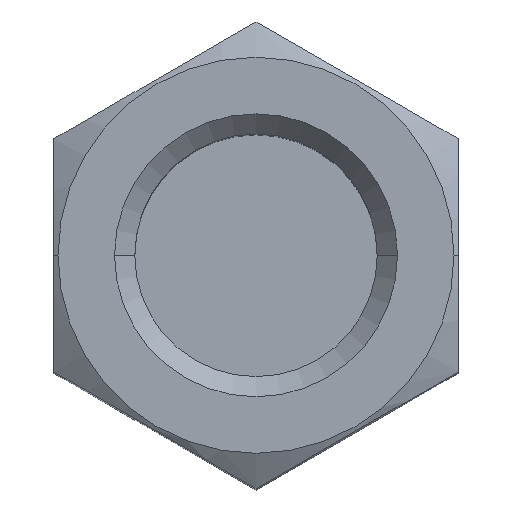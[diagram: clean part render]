
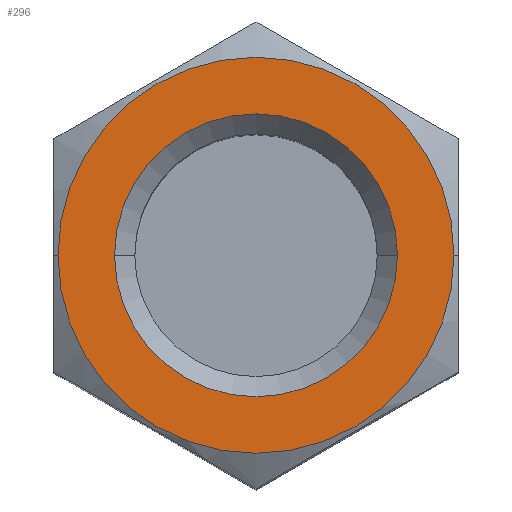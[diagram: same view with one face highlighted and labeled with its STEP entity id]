
A CAD part, top view. The second image highlights one B-rep face of the part: STEP entity #296.
In plain terms, the highlighted planar face has unit normal (0, 0, 1).
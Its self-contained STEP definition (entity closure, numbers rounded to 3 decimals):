
#4 = AXIS2_PLACEMENT_3D ( 'NONE', #58, #649, #958 ) ;
#10 = EDGE_CURVE ( 'NONE', #693, #886, #849, .T. ) ;
#11 = CARTESIAN_POINT ( 'NONE',  ( 0., 0., 20. ) ) ;
#36 = CIRCLE ( 'NONE', #532, 4.9 ) ;
#49 = ORIENTED_EDGE ( 'NONE', *, *, #231, .F. ) ;
#58 = CARTESIAN_POINT ( 'NONE',  ( 0., 0., 20. ) ) ;
#63 = FACE_OUTER_BOUND ( 'NONE', #918, .T. ) ;
#82 = EDGE_CURVE ( 'NONE', #569, #220, #201, .T. ) ;
#91 = DIRECTION ( 'NONE',  ( 0., 0., 1. ) ) ;
#116 = AXIS2_PLACEMENT_3D ( 'NONE', #275, #854, #192 ) ;
#130 = ORIENTED_EDGE ( 'NONE', *, *, #82, .T. ) ;
#132 = EDGE_LOOP ( 'NONE', ( #49, #593 ) ) ;
#145 = DIRECTION ( 'NONE',  ( 1., 0., 0. ) ) ;
#176 = CARTESIAN_POINT ( 'NONE',  ( 4.9, 0., 20. ) ) ;
#192 = DIRECTION ( 'NONE',  ( -1., 0., 0. ) ) ;
#201 = CIRCLE ( 'NONE', #4, 4.9 ) ;
#220 = VERTEX_POINT ( 'NONE', #176 ) ;
#231 = EDGE_CURVE ( 'NONE', #886, #693, #462, .T. ) ;
#263 = FACE_BOUND ( 'NONE', #132, .T. ) ;
#275 = CARTESIAN_POINT ( 'NONE',  ( 0., -5.774, 20. ) ) ;
#296 = ADVANCED_FACE ( 'NONE', ( #263, #63 ), #574, .F. ) ;
#330 = DIRECTION ( 'NONE',  ( 0., 0., 1. ) ) ;
#347 = ORIENTED_EDGE ( 'NONE', *, *, #733, .T. ) ;
#462 = CIRCLE ( 'NONE', #665, 3.5 ) ;
#473 = DIRECTION ( 'NONE',  ( 1., 0., 0. ) ) ;
#525 = CARTESIAN_POINT ( 'NONE',  ( 0., 0., 20. ) ) ;
#526 = CARTESIAN_POINT ( 'NONE',  ( -4.9, 0., 20. ) ) ;
#532 = AXIS2_PLACEMENT_3D ( 'NONE', #703, #330, #839 ) ;
#553 = CARTESIAN_POINT ( 'NONE',  ( -3.5, 0., 20. ) ) ;
#569 = VERTEX_POINT ( 'NONE', #526 ) ;
#574 = PLANE ( 'NONE',  #116 ) ;
#593 = ORIENTED_EDGE ( 'NONE', *, *, #10, .F. ) ;
#643 = CARTESIAN_POINT ( 'NONE',  ( 3.5, 0., 20. ) ) ;
#649 = DIRECTION ( 'NONE',  ( 0., 0., 1. ) ) ;
#665 = AXIS2_PLACEMENT_3D ( 'NONE', #11, #91, #473 ) ;
#693 = VERTEX_POINT ( 'NONE', #553 ) ;
#703 = CARTESIAN_POINT ( 'NONE',  ( 0., 0., 20. ) ) ;
#733 = EDGE_CURVE ( 'NONE', #220, #569, #36, .T. ) ;
#801 = DIRECTION ( 'NONE',  ( 0., 0., 1. ) ) ;
#839 = DIRECTION ( 'NONE',  ( 1., 0., 0. ) ) ;
#849 = CIRCLE ( 'NONE', #919, 3.5 ) ;
#854 = DIRECTION ( 'NONE',  ( 0., 0., -1. ) ) ;
#886 = VERTEX_POINT ( 'NONE', #643 ) ;
#918 = EDGE_LOOP ( 'NONE', ( #347, #130 ) ) ;
#919 = AXIS2_PLACEMENT_3D ( 'NONE', #525, #801, #145 ) ;
#958 = DIRECTION ( 'NONE',  ( 1., 0., 0. ) ) ;
